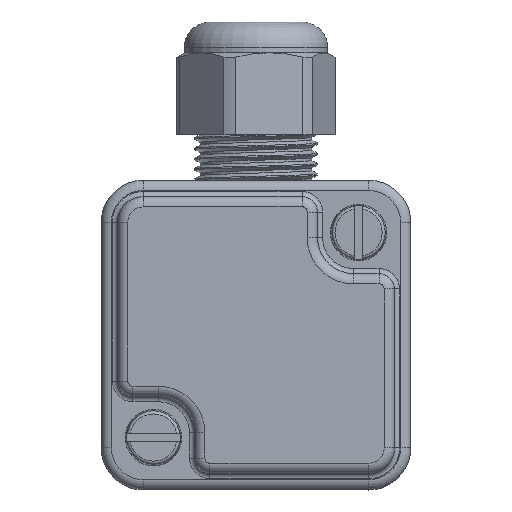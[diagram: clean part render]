
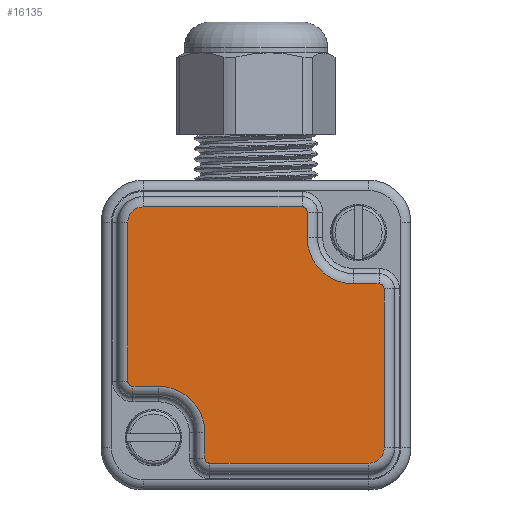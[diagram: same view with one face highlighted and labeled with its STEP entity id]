
A CAD part, top view. The second image highlights one B-rep face of the part: STEP entity #16135.
In plain terms, the highlighted face is planar.
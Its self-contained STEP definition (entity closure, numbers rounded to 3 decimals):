
#1447=CIRCLE('',#18545,4.5);
#1448=CIRCLE('',#18546,0.5);
#1449=CIRCLE('',#18547,1.5);
#1450=CIRCLE('',#18548,0.5);
#1451=CIRCLE('',#18549,4.5);
#1452=CIRCLE('',#18550,0.5);
#1453=CIRCLE('',#18551,1.5);
#1454=CIRCLE('',#18552,0.5);
#5260=ORIENTED_EDGE('',*,*,#8054,.T.);
#5261=ORIENTED_EDGE('',*,*,#8055,.T.);
#5262=ORIENTED_EDGE('',*,*,#8056,.T.);
#5263=ORIENTED_EDGE('',*,*,#8057,.T.);
#5264=ORIENTED_EDGE('',*,*,#8058,.T.);
#5265=ORIENTED_EDGE('',*,*,#8059,.T.);
#5266=ORIENTED_EDGE('',*,*,#8060,.T.);
#5267=ORIENTED_EDGE('',*,*,#8061,.T.);
#5268=ORIENTED_EDGE('',*,*,#8062,.T.);
#5269=ORIENTED_EDGE('',*,*,#8063,.T.);
#5270=ORIENTED_EDGE('',*,*,#8064,.T.);
#5271=ORIENTED_EDGE('',*,*,#8065,.T.);
#5272=ORIENTED_EDGE('',*,*,#8066,.T.);
#5273=ORIENTED_EDGE('',*,*,#8067,.T.);
#5274=ORIENTED_EDGE('',*,*,#8068,.T.);
#5275=ORIENTED_EDGE('',*,*,#8069,.T.);
#8054=EDGE_CURVE('',#9790,#9791,#1447,.F.);
#8055=EDGE_CURVE('',#9791,#9792,#11172,.F.);
#8056=EDGE_CURVE('',#9792,#9793,#1448,.T.);
#8057=EDGE_CURVE('',#9793,#9794,#11173,.F.);
#8058=EDGE_CURVE('',#9794,#9795,#1449,.T.);
#8059=EDGE_CURVE('',#9795,#9796,#11174,.F.);
#8060=EDGE_CURVE('',#9796,#9797,#1450,.T.);
#8061=EDGE_CURVE('',#9797,#9798,#11175,.F.);
#8062=EDGE_CURVE('',#9798,#9799,#1451,.F.);
#8063=EDGE_CURVE('',#9799,#9800,#11176,.F.);
#8064=EDGE_CURVE('',#9800,#9801,#1452,.T.);
#8065=EDGE_CURVE('',#9801,#9802,#11177,.T.);
#8066=EDGE_CURVE('',#9802,#9803,#1453,.T.);
#8067=EDGE_CURVE('',#9803,#9804,#11178,.F.);
#8068=EDGE_CURVE('',#9804,#9805,#1454,.T.);
#8069=EDGE_CURVE('',#9805,#9790,#11179,.F.);
#9790=VERTEX_POINT('',#51417);
#9791=VERTEX_POINT('',#51418);
#9792=VERTEX_POINT('',#51420);
#9793=VERTEX_POINT('',#51422);
#9794=VERTEX_POINT('',#51424);
#9795=VERTEX_POINT('',#51426);
#9796=VERTEX_POINT('',#51428);
#9797=VERTEX_POINT('',#51430);
#9798=VERTEX_POINT('',#51432);
#9799=VERTEX_POINT('',#51434);
#9800=VERTEX_POINT('',#51436);
#9801=VERTEX_POINT('',#51438);
#9802=VERTEX_POINT('',#51440);
#9803=VERTEX_POINT('',#51442);
#9804=VERTEX_POINT('',#51444);
#9805=VERTEX_POINT('',#51446);
#11172=LINE('',#51419,#12502);
#11173=LINE('',#51423,#12503);
#11174=LINE('',#51427,#12504);
#11175=LINE('',#51431,#12505);
#11176=LINE('',#51435,#12506);
#11177=LINE('',#51439,#12507);
#11178=LINE('',#51443,#12508);
#11179=LINE('',#51447,#12509);
#12502=VECTOR('',#22006,1000.);
#12503=VECTOR('',#22009,1000.);
#12504=VECTOR('',#22012,1000.);
#12505=VECTOR('',#22015,1000.);
#12506=VECTOR('',#22018,1000.);
#12507=VECTOR('',#22021,1000.);
#12508=VECTOR('',#22024,1000.);
#12509=VECTOR('',#22027,1000.);
#13581=EDGE_LOOP('',(#5260,#5261,#5262,#5263,#5264,#5265,#5266,#5267,#5268,
#5269,#5270,#5271,#5272,#5273,#5274,#5275));
#14675=FACE_BOUND('',#13581,.T.);
#15328=PLANE('',#18544);
#16135=ADVANCED_FACE('',(#14675),#15328,.T.);
#18544=AXIS2_PLACEMENT_3D('',#51415,#22002,#22003);
#18545=AXIS2_PLACEMENT_3D('',#51416,#22004,#22005);
#18546=AXIS2_PLACEMENT_3D('',#51421,#22007,#22008);
#18547=AXIS2_PLACEMENT_3D('',#51425,#22010,#22011);
#18548=AXIS2_PLACEMENT_3D('',#51429,#22013,#22014);
#18549=AXIS2_PLACEMENT_3D('',#51433,#22016,#22017);
#18550=AXIS2_PLACEMENT_3D('',#51437,#22019,#22020);
#18551=AXIS2_PLACEMENT_3D('',#51441,#22022,#22023);
#18552=AXIS2_PLACEMENT_3D('',#51445,#22025,#22026);
#22002=DIRECTION('',(0.,-1.,0.));
#22003=DIRECTION('',(0.,0.,-1.));
#22004=DIRECTION('',(0.,-1.,0.));
#22005=DIRECTION('',(0.,0.,-1.));
#22006=DIRECTION('',(1.,0.,0.));
#22007=DIRECTION('',(0.,-1.,0.));
#22008=DIRECTION('',(0.,0.,-1.));
#22009=DIRECTION('',(0.,0.,1.));
#22010=DIRECTION('',(0.,-1.,0.));
#22011=DIRECTION('',(0.,0.,-1.));
#22012=DIRECTION('',(-1.,0.,0.));
#22013=DIRECTION('',(0.,-1.,0.));
#22014=DIRECTION('',(0.,0.,-1.));
#22015=DIRECTION('',(0.,0.,-1.));
#22016=DIRECTION('',(0.,-1.,0.));
#22017=DIRECTION('',(0.,0.,-1.));
#22018=DIRECTION('',(-1.,0.,0.));
#22019=DIRECTION('',(0.,-1.,0.));
#22020=DIRECTION('',(0.,0.,-1.));
#22021=DIRECTION('',(0.,0.,1.));
#22022=DIRECTION('',(0.,-1.,0.));
#22023=DIRECTION('',(0.,0.,-1.));
#22024=DIRECTION('',(1.,0.,0.));
#22025=DIRECTION('',(0.,-1.,0.));
#22026=DIRECTION('',(0.,0.,-1.));
#22027=DIRECTION('',(0.,0.,1.));
#51415=CARTESIAN_POINT('',(12.,0.5,-4.497));
#51416=CARTESIAN_POINT('',(-9.4,0.5,9.5));
#51417=CARTESIAN_POINT('',(-4.9,0.5,9.5));
#51418=CARTESIAN_POINT('',(-9.4,0.5,5.));
#51419=CARTESIAN_POINT('',(-12.4,0.5,5.));
#51420=CARTESIAN_POINT('',(-11.9,0.5,5.));
#51421=CARTESIAN_POINT('',(-11.9,0.5,4.5));
#51422=CARTESIAN_POINT('',(-12.4,0.5,4.5));
#51423=CARTESIAN_POINT('',(-12.4,0.5,-11.));
#51424=CARTESIAN_POINT('',(-12.4,0.5,-11.));
#51425=CARTESIAN_POINT('',(-10.9,0.5,-11.));
#51426=CARTESIAN_POINT('',(-10.9,0.5,-12.5));
#51427=CARTESIAN_POINT('',(4.6,0.5,-12.5));
#51428=CARTESIAN_POINT('',(4.6,0.5,-12.5));
#51429=CARTESIAN_POINT('',(4.6,0.5,-12.));
#51430=CARTESIAN_POINT('',(5.1,0.5,-12.));
#51431=CARTESIAN_POINT('',(5.1,0.5,-9.497));
#51432=CARTESIAN_POINT('',(5.1,0.5,-9.497));
#51433=CARTESIAN_POINT('',(9.6,0.5,-9.497));
#51434=CARTESIAN_POINT('',(9.6,0.5,-4.997));
#51435=CARTESIAN_POINT('',(12.,0.5,-4.997));
#51436=CARTESIAN_POINT('',(12.1,0.5,-4.997));
#51437=CARTESIAN_POINT('',(12.1,0.5,-4.497));
#51438=CARTESIAN_POINT('',(12.6,0.5,-4.497));
#51439=CARTESIAN_POINT('',(12.6,0.5,11.));
#51440=CARTESIAN_POINT('',(12.6,0.5,11.));
#51441=CARTESIAN_POINT('',(11.1,0.5,11.));
#51442=CARTESIAN_POINT('',(11.1,0.5,12.5));
#51443=CARTESIAN_POINT('',(-4.4,0.5,12.5));
#51444=CARTESIAN_POINT('',(-4.4,0.5,12.5));
#51445=CARTESIAN_POINT('',(-4.4,0.5,12.));
#51446=CARTESIAN_POINT('',(-4.9,0.5,12.));
#51447=CARTESIAN_POINT('',(-4.9,0.5,9.5));
